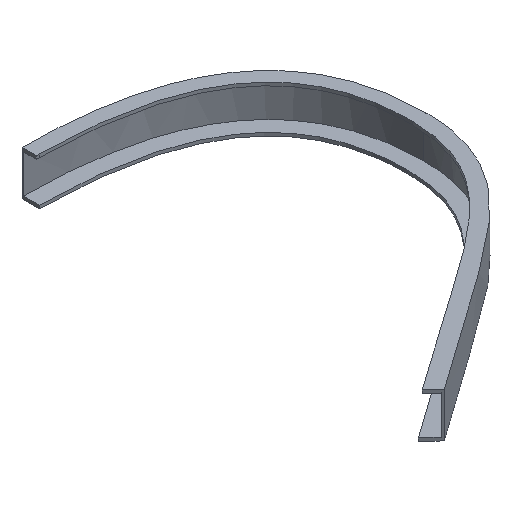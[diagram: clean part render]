
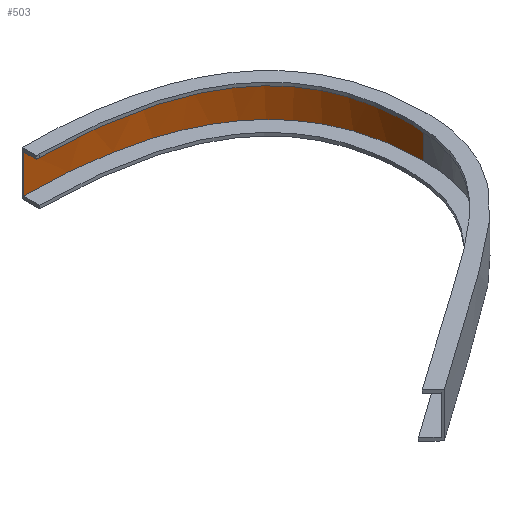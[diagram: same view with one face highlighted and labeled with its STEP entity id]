
A CAD part, isometric view. The second image highlights one B-rep face of the part: STEP entity #503.
In plain terms, the highlighted free-form (B-spline) face has degree [2, 1] with [3, 2] control points.
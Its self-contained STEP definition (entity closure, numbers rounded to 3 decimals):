
#41 = CARTESIAN_POINT ( 'NONE',  ( 145.095, 119.04, 26. ) ) ;
#49 = ORIENTED_EDGE ( 'NONE', *, *, #329, .F. ) ;
#62 = B_SPLINE_CURVE_WITH_KNOTS ( 'NONE', 2,
 ( #425, #1120, #257 ),
 .UNSPECIFIED., .F., .F.,
 ( 3, 3 ),
 ( 0.498, 0.504 ),
 .UNSPECIFIED. ) ;
#89 = VERTEX_POINT ( 'NONE', #777 ) ;
#90 = EDGE_CURVE ( 'NONE', #909, #210, #355, .T. ) ;
#161 = CARTESIAN_POINT ( 'NONE',  ( 145.095, 119.04, 26. ) ) ;
#162 = LINE ( 'NONE', #239, #365 ) ;
#181 = DIRECTION ( 'NONE',  ( 0., 0., 1. ) ) ;
#210 = VERTEX_POINT ( 'NONE', #500 ) ;
#238 = CARTESIAN_POINT ( 'NONE',  ( -0.004, 119.04, 26. ) ) ;
#239 = CARTESIAN_POINT ( 'NONE',  ( -0.004, 119.04, -302.406 ) ) ;
#257 = CARTESIAN_POINT ( 'NONE',  ( -0.004, 119.04, 2. ) ) ;
#285 = EDGE_CURVE ( 'NONE', #909, #89, #62, .T. ) ;
#299 = CARTESIAN_POINT ( 'NONE',  ( -0.004, 119.04, 26. ) ) ;
#329 = EDGE_CURVE ( 'NONE', #382, #210, #617, .T. ) ;
#355 = LINE ( 'NONE', #957, #752 ) ;
#365 = VECTOR ( 'NONE', #1111, 1000. ) ;
#382 = VERTEX_POINT ( 'NONE', #238 ) ;
#384 = CARTESIAN_POINT ( 'NONE',  ( -0.004, 119.04, 2. ) ) ;
#387 = EDGE_LOOP ( 'NONE', ( #874, #529, #984, #49 ) ) ;
#425 = CARTESIAN_POINT ( 'NONE',  ( 145.095, 12.348, 2. ) ) ;
#500 = CARTESIAN_POINT ( 'NONE',  ( 145.095, 12.348, 26. ) ) ;
#503 = ADVANCED_FACE ( 'NONE', ( #544 ), #763, .T. ) ;
#529 = ORIENTED_EDGE ( 'NONE', *, *, #285, .F. ) ;
#544 = FACE_OUTER_BOUND ( 'NONE', #387, .T. ) ;
#617 = B_SPLINE_CURVE_WITH_KNOTS ( 'NONE', 2,
 ( #1115, #161, #852 ),
 .UNSPECIFIED., .F., .F.,
 ( 3, 3 ),
 ( 0.496, 0.502 ),
 .UNSPECIFIED. ) ;
#642 = CARTESIAN_POINT ( 'NONE',  ( 145.095, 12.348, 2. ) ) ;
#752 = VECTOR ( 'NONE', #181, 1000. ) ;
#763 = B_SPLINE_SURFACE_WITH_KNOTS ( 'NONE', 2, 1, ( 
 ( #384, #299 ),
 ( #1078, #41 ),
 ( #642, #991 ) ),
 .UNSPECIFIED., .F., .F., .F.,
 ( 3, 3 ),
 ( 2, 2 ),
 ( 0.496, 0.502 ),
 ( 0., 1. ),
 .UNSPECIFIED. ) ;
#777 = CARTESIAN_POINT ( 'NONE',  ( -0.004, 119.04, 2. ) ) ;
#852 = CARTESIAN_POINT ( 'NONE',  ( 145.095, 12.348, 26. ) ) ;
#874 = ORIENTED_EDGE ( 'NONE', *, *, #1047, .F. ) ;
#909 = VERTEX_POINT ( 'NONE', #1025 ) ;
#957 = CARTESIAN_POINT ( 'NONE',  ( 145.095, 12.348, -302.406 ) ) ;
#984 = ORIENTED_EDGE ( 'NONE', *, *, #90, .T. ) ;
#991 = CARTESIAN_POINT ( 'NONE',  ( 145.095, 12.348, 26. ) ) ;
#1025 = CARTESIAN_POINT ( 'NONE',  ( 145.095, 12.348, 2. ) ) ;
#1047 = EDGE_CURVE ( 'NONE', #89, #382, #162, .T. ) ;
#1078 = CARTESIAN_POINT ( 'NONE',  ( 145.095, 119.04, 2. ) ) ;
#1111 = DIRECTION ( 'NONE',  ( 0., 0., 1. ) ) ;
#1115 = CARTESIAN_POINT ( 'NONE',  ( -0.004, 119.04, 26. ) ) ;
#1120 = CARTESIAN_POINT ( 'NONE',  ( 145.095, 119.04, 2. ) ) ;
